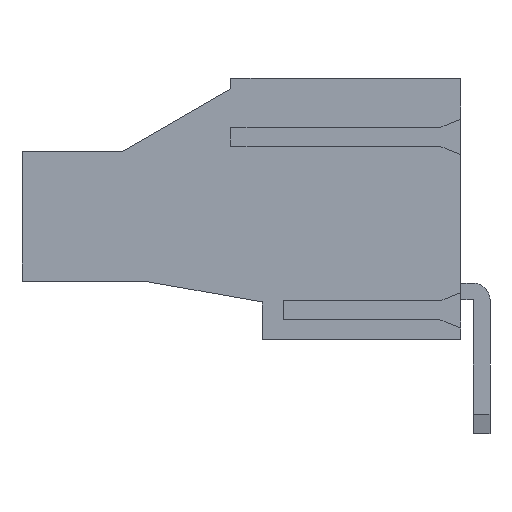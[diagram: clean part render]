
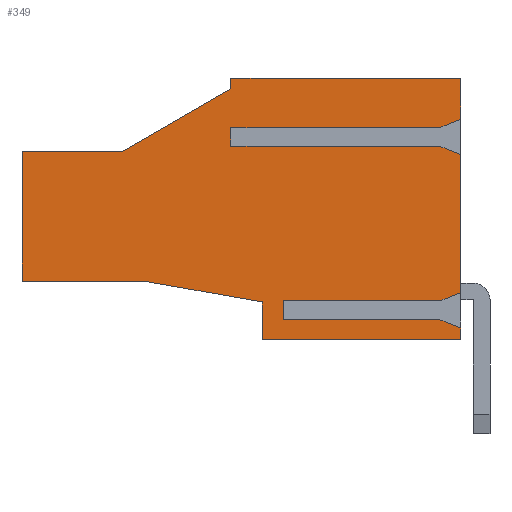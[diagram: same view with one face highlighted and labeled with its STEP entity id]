
A CAD part, left-side view. The second image highlights one B-rep face of the part: STEP entity #349.
In plain terms, the highlighted planar face has unit normal (-1, 0, 0).
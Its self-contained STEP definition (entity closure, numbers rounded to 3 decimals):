
#349 = ADVANCED_FACE( '', ( #837 ), #838, .T. );
#837 = FACE_OUTER_BOUND( '', #1472, .T. );
#838 = PLANE( '', #1473 );
#1472 = EDGE_LOOP( '', ( #2502, #2503, #2504, #2505, #2506, #2507, #2508, #2509, #2510, #2511, #2512, #2513, #2514, #2515, #2516, #2517, #2518, #2519, #2520, #2521, #2522, #2523 ) );
#1473 = AXIS2_PLACEMENT_3D( '', #2524, #2525, #2526 );
#2502 = ORIENTED_EDGE( '', *, *, #4019, .T. );
#2503 = ORIENTED_EDGE( '', *, *, #3885, .T. );
#2504 = ORIENTED_EDGE( '', *, *, #4141, .T. );
#2505 = ORIENTED_EDGE( '', *, *, #4142, .T. );
#2506 = ORIENTED_EDGE( '', *, *, #4143, .T. );
#2507 = ORIENTED_EDGE( '', *, *, #4144, .T. );
#2508 = ORIENTED_EDGE( '', *, *, #4145, .T. );
#2509 = ORIENTED_EDGE( '', *, *, #4146, .T. );
#2510 = ORIENTED_EDGE( '', *, *, #4147, .T. );
#2511 = ORIENTED_EDGE( '', *, *, #4148, .T. );
#2512 = ORIENTED_EDGE( '', *, *, #4149, .T. );
#2513 = ORIENTED_EDGE( '', *, *, #4150, .T. );
#2514 = ORIENTED_EDGE( '', *, *, #4151, .F. );
#2515 = ORIENTED_EDGE( '', *, *, #4152, .F. );
#2516 = ORIENTED_EDGE( '', *, *, #4153, .T. );
#2517 = ORIENTED_EDGE( '', *, *, #4154, .T. );
#2518 = ORIENTED_EDGE( '', *, *, #4155, .T. );
#2519 = ORIENTED_EDGE( '', *, *, #4156, .T. );
#2520 = ORIENTED_EDGE( '', *, *, #4157, .F. );
#2521 = ORIENTED_EDGE( '', *, *, #3978, .F. );
#2522 = ORIENTED_EDGE( '', *, *, #3811, .T. );
#2523 = ORIENTED_EDGE( '', *, *, #4158, .T. );
#2524 = CARTESIAN_POINT( '', ( -89.29, -83.045, -33.5 ) );
#2525 = DIRECTION( '', ( -1., 0., 0. ) );
#2526 = DIRECTION( '', ( 0., 1., 0. ) );
#3811 = EDGE_CURVE( '', #4569, #4567, #4570, .T. );
#3885 = EDGE_CURVE( '', #4696, #4700, #4702, .T. );
#3978 = EDGE_CURVE( '', #4569, #4862, #4863, .T. );
#4019 = EDGE_CURVE( '', #4929, #4696, #4932, .T. );
#4141 = EDGE_CURVE( '', #4700, #5122, #5123, .T. );
#4142 = EDGE_CURVE( '', #5122, #5124, #5125, .T. );
#4143 = EDGE_CURVE( '', #5124, #5126, #5127, .T. );
#4144 = EDGE_CURVE( '', #5126, #5128, #5129, .T. );
#4145 = EDGE_CURVE( '', #5128, #5130, #5131, .T. );
#4146 = EDGE_CURVE( '', #5130, #5132, #5133, .T. );
#4147 = EDGE_CURVE( '', #5132, #5134, #5135, .T. );
#4148 = EDGE_CURVE( '', #5134, #5136, #5137, .T. );
#4149 = EDGE_CURVE( '', #5136, #5138, #5139, .T. );
#4150 = EDGE_CURVE( '', #5138, #5140, #5141, .T. );
#4151 = EDGE_CURVE( '', #5142, #5140, #5143, .T. );
#4152 = EDGE_CURVE( '', #5144, #5142, #5145, .T. );
#4153 = EDGE_CURVE( '', #5144, #5146, #5147, .T. );
#4154 = EDGE_CURVE( '', #5146, #5148, #5149, .T. );
#4155 = EDGE_CURVE( '', #5148, #5150, #5151, .T. );
#4156 = EDGE_CURVE( '', #5150, #5152, #5153, .T. );
#4157 = EDGE_CURVE( '', #4862, #5152, #5154, .T. );
#4158 = EDGE_CURVE( '', #4567, #4929, #5155, .T. );
#4567 = VERTEX_POINT( '', #5677 );
#4569 = VERTEX_POINT( '', #5680 );
#4570 = LINE( '', #5681, #5682 );
#4696 = VERTEX_POINT( '', #5867 );
#4700 = VERTEX_POINT( '', #5873 );
#4702 = LINE( '', #5876, #5877 );
#4862 = VERTEX_POINT( '', #6108 );
#4863 = LINE( '', #6109, #6110 );
#4929 = VERTEX_POINT( '', #6205 );
#4932 = LINE( '', #6210, #6211 );
#5122 = VERTEX_POINT( '', #6488 );
#5123 = LINE( '', #6489, #6490 );
#5124 = VERTEX_POINT( '', #6491 );
#5125 = LINE( '', #6492, #6493 );
#5126 = VERTEX_POINT( '', #6494 );
#5127 = LINE( '', #6495, #6496 );
#5128 = VERTEX_POINT( '', #6497 );
#5129 = LINE( '', #6498, #6499 );
#5130 = VERTEX_POINT( '', #6500 );
#5131 = LINE( '', #6501, #6502 );
#5132 = VERTEX_POINT( '', #6503 );
#5133 = LINE( '', #6504, #6505 );
#5134 = VERTEX_POINT( '', #6506 );
#5135 = LINE( '', #6507, #6508 );
#5136 = VERTEX_POINT( '', #6509 );
#5137 = LINE( '', #6510, #6511 );
#5138 = VERTEX_POINT( '', #6512 );
#5139 = LINE( '', #6513, #6514 );
#5140 = VERTEX_POINT( '', #6515 );
#5141 = LINE( '', #6516, #6517 );
#5142 = VERTEX_POINT( '', #6518 );
#5143 = LINE( '', #6519, #6520 );
#5144 = VERTEX_POINT( '', #6521 );
#5145 = LINE( '', #6522, #6523 );
#5146 = VERTEX_POINT( '', #6524 );
#5147 = LINE( '', #6525, #6526 );
#5148 = VERTEX_POINT( '', #6527 );
#5149 = LINE( '', #6528, #6529 );
#5150 = VERTEX_POINT( '', #6530 );
#5151 = LINE( '', #6531, #6532 );
#5152 = VERTEX_POINT( '', #6533 );
#5153 = LINE( '', #6534, #6535 );
#5154 = LINE( '', #6536, #6537 );
#5155 = LINE( '', #6538, #6539 );
#5677 = CARTESIAN_POINT( '', ( -89.29, -104.045, -31.956 ) );
#5680 = CARTESIAN_POINT( '', ( -89.29, -103.045, -32.35 ) );
#5681 = CARTESIAN_POINT( '', ( -89.29, -85.344, -39.329 ) );
#5682 = VECTOR( '', #7241, 1000. );
#5867 = CARTESIAN_POINT( '', ( -89.29, -93.045, -30. ) );
#5873 = CARTESIAN_POINT( '', ( -89.29, -93.045, -30.5 ) );
#5876 = CARTESIAN_POINT( '', ( -89.29, -93.045, -30.5 ) );
#5877 = VECTOR( '', #7313, 1000. );
#6108 = CARTESIAN_POINT( '', ( -89.29, -93.045, -32.35 ) );
#6109 = CARTESIAN_POINT( '', ( -89.29, -104.045, -32.35 ) );
#6110 = VECTOR( '', #7400, 1000. );
#6205 = CARTESIAN_POINT( '', ( -89.29, -104.045, -30. ) );
#6210 = CARTESIAN_POINT( '', ( -89.29, -93.045, -30. ) );
#6211 = VECTOR( '', #7438, 1000. );
#6488 = CARTESIAN_POINT( '', ( -89.29, -87.849, -33.5 ) );
#6489 = CARTESIAN_POINT( '', ( -89.29, -87.849, -33.5 ) );
#6490 = VECTOR( '', #7544, 1000. );
#6491 = CARTESIAN_POINT( '', ( -89.29, -83.045, -33.5 ) );
#6492 = CARTESIAN_POINT( '', ( -89.29, -83.045, -33.5 ) );
#6493 = VECTOR( '', #7545, 1000. );
#6494 = CARTESIAN_POINT( '', ( -89.29, -83.045, -39.7 ) );
#6495 = CARTESIAN_POINT( '', ( -89.29, -83.045, -39.7 ) );
#6496 = VECTOR( '', #7546, 1000. );
#6497 = CARTESIAN_POINT( '', ( -89.29, -88.874, -39.7 ) );
#6498 = CARTESIAN_POINT( '', ( -89.29, -88.874, -39.7 ) );
#6499 = VECTOR( '', #7547, 1000. );
#6500 = CARTESIAN_POINT( '', ( -89.29, -94.545, -40.7 ) );
#6501 = CARTESIAN_POINT( '', ( -89.29, -94.545, -40.7 ) );
#6502 = VECTOR( '', #7548, 1000. );
#6503 = CARTESIAN_POINT( '', ( -89.29, -94.545, -42.5 ) );
#6504 = CARTESIAN_POINT( '', ( -89.29, -94.545, -42.5 ) );
#6505 = VECTOR( '', #7549, 1000. );
#6506 = CARTESIAN_POINT( '', ( -89.29, -104.045, -42.5 ) );
#6507 = CARTESIAN_POINT( '', ( -89.29, -104.045, -42.5 ) );
#6508 = VECTOR( '', #7550, 1000. );
#6509 = CARTESIAN_POINT( '', ( -89.29, -104.045, -41.944 ) );
#6510 = CARTESIAN_POINT( '', ( -89.29, -104.045, -30. ) );
#6511 = VECTOR( '', #7551, 1000. );
#6512 = CARTESIAN_POINT( '', ( -89.29, -103.045, -41.55 ) );
#6513 = CARTESIAN_POINT( '', ( -89.29, -82.989, -33.643 ) );
#6514 = VECTOR( '', #7552, 1000. );
#6515 = CARTESIAN_POINT( '', ( -89.29, -95.545, -41.55 ) );
#6516 = CARTESIAN_POINT( '', ( -89.29, -106.545, -41.55 ) );
#6517 = VECTOR( '', #7553, 1000. );
#6518 = CARTESIAN_POINT( '', ( -89.29, -95.545, -40.65 ) );
#6519 = CARTESIAN_POINT( '', ( -89.29, -95.545, -41.55 ) );
#6520 = VECTOR( '', #7554, 1000. );
#6521 = CARTESIAN_POINT( '', ( -89.29, -103.045, -40.65 ) );
#6522 = CARTESIAN_POINT( '', ( -89.29, -106.545, -40.65 ) );
#6523 = VECTOR( '', #7555, 1000. );
#6524 = CARTESIAN_POINT( '', ( -89.29, -104.045, -40.256 ) );
#6525 = CARTESIAN_POINT( '', ( -89.29, -88.176, -46.512 ) );
#6526 = VECTOR( '', #7556, 1000. );
#6527 = CARTESIAN_POINT( '', ( -89.29, -104.045, -33.644 ) );
#6528 = CARTESIAN_POINT( '', ( -89.29, -104.045, -30. ) );
#6529 = VECTOR( '', #7557, 1000. );
#6530 = CARTESIAN_POINT( '', ( -89.29, -103.045, -33.25 ) );
#6531 = CARTESIAN_POINT( '', ( -89.29, -85.821, -26.459 ) );
#6532 = VECTOR( '', #7558, 1000. );
#6533 = CARTESIAN_POINT( '', ( -89.29, -93.045, -33.25 ) );
#6534 = CARTESIAN_POINT( '', ( -89.29, -104.045, -33.25 ) );
#6535 = VECTOR( '', #7559, 1000. );
#6536 = CARTESIAN_POINT( '', ( -89.29, -93.045, -33.25 ) );
#6537 = VECTOR( '', #7560, 1000. );
#6538 = CARTESIAN_POINT( '', ( -89.29, -104.045, -30. ) );
#6539 = VECTOR( '', #7561, 1000. );
#7241 = DIRECTION( '', ( 0., -0.93, 0.367 ) );
#7313 = DIRECTION( '', ( 0., 0., -1. ) );
#7400 = DIRECTION( '', ( 0., 1., 0. ) );
#7438 = DIRECTION( '', ( 0., 1., 0. ) );
#7544 = DIRECTION( '', ( 0., 0.866, -0.5 ) );
#7545 = DIRECTION( '', ( 0., 1., 0. ) );
#7546 = DIRECTION( '', ( 0., 0., -1. ) );
#7547 = DIRECTION( '', ( 0., -1., 0. ) );
#7548 = DIRECTION( '', ( 0., -0.985, -0.174 ) );
#7549 = DIRECTION( '', ( 0., 0., -1. ) );
#7550 = DIRECTION( '', ( 0., -1., 0. ) );
#7551 = DIRECTION( '', ( 0., 0., 1. ) );
#7552 = DIRECTION( '', ( 0., 0.93, 0.367 ) );
#7553 = DIRECTION( '', ( 0., 1., 0. ) );
#7554 = DIRECTION( '', ( 0., 0., -1. ) );
#7555 = DIRECTION( '', ( 0., 1., 0. ) );
#7556 = DIRECTION( '', ( 0., -0.93, 0.367 ) );
#7557 = DIRECTION( '', ( 0., 0., 1. ) );
#7558 = DIRECTION( '', ( 0., 0.93, 0.367 ) );
#7559 = DIRECTION( '', ( 0., 1., 0. ) );
#7560 = DIRECTION( '', ( 0., 0., -1. ) );
#7561 = DIRECTION( '', ( 0., 0., 1. ) );
